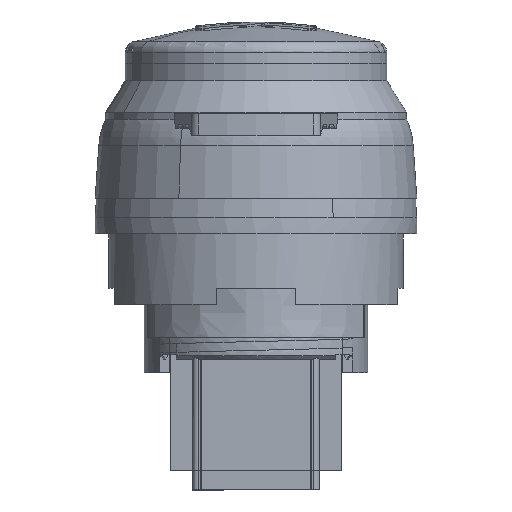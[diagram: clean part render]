
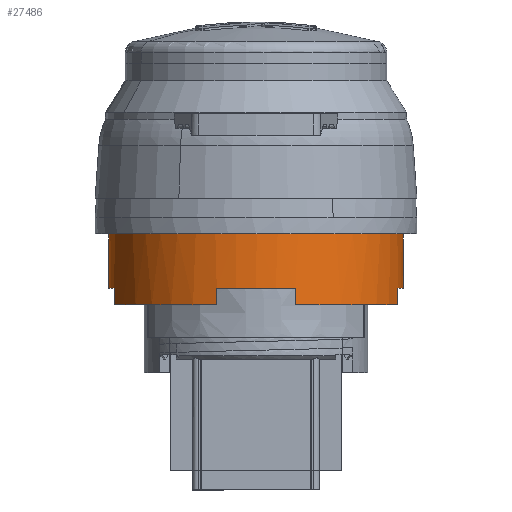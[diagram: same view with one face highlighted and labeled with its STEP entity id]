
A CAD part, front view. The second image highlights one B-rep face of the part: STEP entity #27486.
In plain terms, the highlighted cylindrical face has radius 13.5 mm (diameter 27 mm), a partial arc.
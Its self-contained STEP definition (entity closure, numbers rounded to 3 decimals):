
#25946=AXIS2_PLACEMENT_3D('Circle Axis2P3D',#25944,#25945,$) ;
#25980=AXIS2_PLACEMENT_3D('Circle Axis2P3D',#25978,#25979,$) ;
#26050=AXIS2_PLACEMENT_3D('Circle Axis2P3D',#26048,#26049,$) ;
#27189=AXIS2_PLACEMENT_3D('Cylinder Axis2P3D',#27186,#27187,#27188) ;
#27303=AXIS2_PLACEMENT_3D('Circle Axis2P3D',#27301,#27302,$) ;
#27361=AXIS2_PLACEMENT_3D('Circle Axis2P3D',#27359,#27360,$) ;
#12704=CARTESIAN_POINT('Control Point',(28.25,18.8,23.5)) ;
#12705=CARTESIAN_POINT('Control Point',(28.25,17.54,23.5)) ;
#12706=CARTESIAN_POINT('Control Point',(28.103,16.28,23.5)) ;
#12707=CARTESIAN_POINT('Control Point',(27.809,15.043,23.5)) ;
#12708=CARTESIAN_POINT('Control Point',(26.938,12.66,23.5)) ;
#12709=CARTESIAN_POINT('Control Point',(25.541,10.542,23.5)) ;
#12710=CARTESIAN_POINT('Control Point',(24.722,9.569,23.5)) ;
#12711=CARTESIAN_POINT('Control Point',(22.872,7.833,23.5)) ;
#12712=CARTESIAN_POINT('Control Point',(20.672,6.57,23.5)) ;
#12713=CARTESIAN_POINT('Control Point',(19.503,6.07,23.5)) ;
#12714=CARTESIAN_POINT('Control Point',(17.07,5.352,23.5)) ;
#12715=CARTESIAN_POINT('Control Point',(14.536,5.213,23.5)) ;
#12716=CARTESIAN_POINT('Control Point',(13.267,5.292,23.5)) ;
#12717=CARTESIAN_POINT('Control Point',(10.771,5.746,23.5)) ;
#12718=CARTESIAN_POINT('Control Point',(8.446,6.762,23.5)) ;
#12719=CARTESIAN_POINT('Control Point',(7.348,7.404,23.5)) ;
#12720=CARTESIAN_POINT('Control Point',(5.323,8.932,23.5)) ;
#12721=CARTESIAN_POINT('Control Point',(3.704,10.885,23.5)) ;
#12722=CARTESIAN_POINT('Control Point',(3.013,11.953,23.5)) ;
#12723=CARTESIAN_POINT('Control Point',(2.042,13.923,23.5)) ;
#12724=CARTESIAN_POINT('Control Point',(1.486,16.042,23.5)) ;
#12725=CARTESIAN_POINT('Control Point',(1.329,16.955,23.5)) ;
#12726=CARTESIAN_POINT('Control Point',(1.25,17.878,23.5)) ;
#12727=CARTESIAN_POINT('Control Point',(1.25,18.8,23.5)) ;
#12728=CARTESIAN_POINT('Vertex',(28.25,18.8,23.5)) ;
#12730=CARTESIAN_POINT('Vertex',(1.25,18.8,23.5)) ;
#25921=CARTESIAN_POINT('Vertex',(27.761,15.2,18.5)) ;
#25941=CARTESIAN_POINT('Vertex',(18.35,5.789,18.5)) ;
#25944=CARTESIAN_POINT('Axis2P3D Location',(14.75,18.8,18.5)) ;
#25948=CARTESIAN_POINT('Vertex',(11.15,5.789,18.5)) ;
#25975=CARTESIAN_POINT('Vertex',(1.739,15.2,18.5)) ;
#25978=CARTESIAN_POINT('Axis2P3D Location',(14.75,18.8,18.5)) ;
#25982=CARTESIAN_POINT('Vertex',(1.25,18.8,18.5)) ;
#26045=CARTESIAN_POINT('Vertex',(28.25,18.8,18.5)) ;
#26048=CARTESIAN_POINT('Axis2P3D Location',(14.75,18.8,18.5)) ;
#27186=CARTESIAN_POINT('Axis2P3D Location',(14.75,18.8,20.14)) ;
#27191=CARTESIAN_POINT('Line Origine',(1.25,18.8,18.25)) ;
#27195=CARTESIAN_POINT('Vertex',(1.25,18.8,23.)) ;
#27198=CARTESIAN_POINT('Line Origine',(1.25,18.8,18.25)) ;
#27203=CARTESIAN_POINT('Line Origine',(28.25,18.8,18.25)) ;
#27207=CARTESIAN_POINT('Vertex',(28.25,18.8,23.)) ;
#27210=CARTESIAN_POINT('Line Origine',(28.25,18.8,18.25)) ;
#27280=CARTESIAN_POINT('Vertex',(11.15,5.789,17.)) ;
#27283=CARTESIAN_POINT('Line Origine',(11.15,5.789,17.75)) ;
#27301=CARTESIAN_POINT('Axis2P3D Location',(14.75,18.8,17.)) ;
#27305=CARTESIAN_POINT('Vertex',(1.739,15.2,17.)) ;
#27326=CARTESIAN_POINT('Line Origine',(1.739,15.2,17.75)) ;
#27343=CARTESIAN_POINT('Vertex',(27.761,15.2,17.)) ;
#27346=CARTESIAN_POINT('Line Origine',(27.761,15.2,17.75)) ;
#27359=CARTESIAN_POINT('Axis2P3D Location',(14.75,18.8,17.)) ;
#27363=CARTESIAN_POINT('Vertex',(18.35,5.789,17.)) ;
#27384=CARTESIAN_POINT('Line Origine',(18.35,5.789,17.75)) ;
#25945=DIRECTION('Axis2P3D Direction',(0.,0.,-1.)) ;
#25979=DIRECTION('Axis2P3D Direction',(0.,0.,-1.)) ;
#26049=DIRECTION('Axis2P3D Direction',(0.,0.,-1.)) ;
#27187=DIRECTION('Axis2P3D Direction',(0.,0.,-1.)) ;
#27188=DIRECTION('Axis2P3D XDirection',(-1.,0.,0.)) ;
#27192=DIRECTION('Vector Direction',(0.,0.,-1.)) ;
#27199=DIRECTION('Vector Direction',(0.,0.,-1.)) ;
#27204=DIRECTION('Vector Direction',(0.,0.,-1.)) ;
#27211=DIRECTION('Vector Direction',(0.,0.,-1.)) ;
#27284=DIRECTION('Vector Direction',(0.,0.,-1.)) ;
#27302=DIRECTION('Axis2P3D Direction',(0.,0.,-1.)) ;
#27327=DIRECTION('Vector Direction',(0.,0.,-1.)) ;
#27347=DIRECTION('Vector Direction',(0.,0.,-1.)) ;
#27360=DIRECTION('Axis2P3D Direction',(0.,0.,-1.)) ;
#27385=DIRECTION('Vector Direction',(0.,0.,-1.)) ;
#27193=VECTOR('Line Direction',#27192,1.) ;
#27200=VECTOR('Line Direction',#27199,1.) ;
#27205=VECTOR('Line Direction',#27204,1.) ;
#27212=VECTOR('Line Direction',#27211,1.) ;
#27285=VECTOR('Line Direction',#27284,1.) ;
#27328=VECTOR('Line Direction',#27327,1.) ;
#27348=VECTOR('Line Direction',#27347,1.) ;
#27386=VECTOR('Line Direction',#27385,1.) ;
#27471=ORIENTED_EDGE('',*,*,#26052,.F.) ;
#27472=ORIENTED_EDGE('',*,*,#27214,.F.) ;
#27473=ORIENTED_EDGE('',*,*,#27209,.F.) ;
#27474=ORIENTED_EDGE('',*,*,#12732,.T.) ;
#27475=ORIENTED_EDGE('',*,*,#27202,.T.) ;
#27476=ORIENTED_EDGE('',*,*,#27197,.T.) ;
#27477=ORIENTED_EDGE('',*,*,#25984,.F.) ;
#27478=ORIENTED_EDGE('',*,*,#27330,.T.) ;
#27479=ORIENTED_EDGE('',*,*,#27307,.F.) ;
#27480=ORIENTED_EDGE('',*,*,#27287,.F.) ;
#27481=ORIENTED_EDGE('',*,*,#25950,.F.) ;
#27482=ORIENTED_EDGE('',*,*,#27388,.T.) ;
#27483=ORIENTED_EDGE('',*,*,#27365,.F.) ;
#27484=ORIENTED_EDGE('',*,*,#27350,.F.) ;
#27486=ADVANCED_FACE('Hauptk\X2\00F6\X0\rper',(#27485),#27190,.T.) ;
#12703=B_SPLINE_CURVE_WITH_KNOTS('',5,(#12704,#12705,#12706,#12707,#12708,#12709,#12710,#12711,#12712,#12713,#12714,#12715,#12716,#12717,#12718,#12719,#12720,#12721,#12722,#12723,#12724,#12725,#12726,#12727),.UNSPECIFIED.,.F.,.U.,(6,3,3,3,3,3,3,6),(0.,8.909,17.819,26.728,35.638,44.547,53.457,59.978),.UNSPECIFIED.) ;
#25947=CIRCLE('generated circle',#25946,13.5) ;
#25981=CIRCLE('generated circle',#25980,13.5) ;
#26051=CIRCLE('generated circle',#26050,13.5) ;
#27304=CIRCLE('generated circle',#27303,13.5) ;
#27362=CIRCLE('generated circle',#27361,13.5) ;
#27190=CYLINDRICAL_SURFACE('generated cylinder',#27189,13.5) ;
#12732=EDGE_CURVE('',#12729,#12731,#12703,.T.) ;
#25950=EDGE_CURVE('',#25942,#25949,#25947,.T.) ;
#25984=EDGE_CURVE('',#25976,#25983,#25981,.T.) ;
#26052=EDGE_CURVE('',#26046,#25922,#26051,.T.) ;
#27197=EDGE_CURVE('',#27196,#25983,#27194,.T.) ;
#27202=EDGE_CURVE('',#12731,#27196,#27201,.T.) ;
#27209=EDGE_CURVE('',#12729,#27208,#27206,.T.) ;
#27214=EDGE_CURVE('',#27208,#26046,#27213,.T.) ;
#27287=EDGE_CURVE('',#25949,#27281,#27286,.T.) ;
#27307=EDGE_CURVE('',#27281,#27306,#27304,.T.) ;
#27330=EDGE_CURVE('',#25976,#27306,#27329,.T.) ;
#27350=EDGE_CURVE('',#25922,#27344,#27349,.T.) ;
#27365=EDGE_CURVE('',#27344,#27364,#27362,.T.) ;
#27388=EDGE_CURVE('',#25942,#27364,#27387,.T.) ;
#27470=EDGE_LOOP('',(#27471,#27472,#27473,#27474,#27475,#27476,#27477,#27478,#27479,#27480,#27481,#27482,#27483,#27484)) ;
#27485=FACE_OUTER_BOUND('',#27470,.T.) ;
#27194=LINE('Line',#27191,#27193) ;
#27201=LINE('Line',#27198,#27200) ;
#27206=LINE('Line',#27203,#27205) ;
#27213=LINE('Line',#27210,#27212) ;
#27286=LINE('Line',#27283,#27285) ;
#27329=LINE('Line',#27326,#27328) ;
#27349=LINE('Line',#27346,#27348) ;
#27387=LINE('Line',#27384,#27386) ;
#12729=VERTEX_POINT('',#12728) ;
#12731=VERTEX_POINT('',#12730) ;
#25922=VERTEX_POINT('',#25921) ;
#25942=VERTEX_POINT('',#25941) ;
#25949=VERTEX_POINT('',#25948) ;
#25976=VERTEX_POINT('',#25975) ;
#25983=VERTEX_POINT('',#25982) ;
#26046=VERTEX_POINT('',#26045) ;
#27196=VERTEX_POINT('',#27195) ;
#27208=VERTEX_POINT('',#27207) ;
#27281=VERTEX_POINT('',#27280) ;
#27306=VERTEX_POINT('',#27305) ;
#27344=VERTEX_POINT('',#27343) ;
#27364=VERTEX_POINT('',#27363) ;
